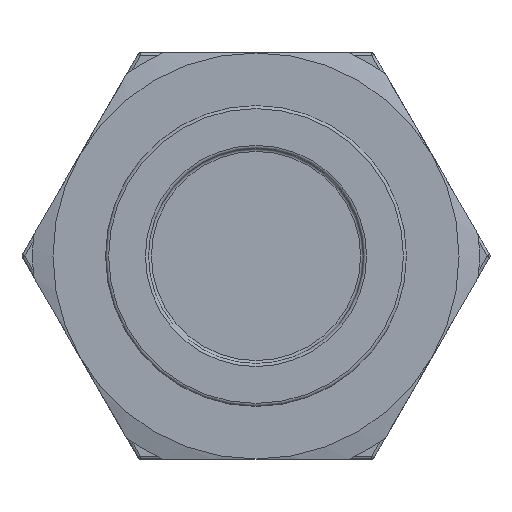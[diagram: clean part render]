
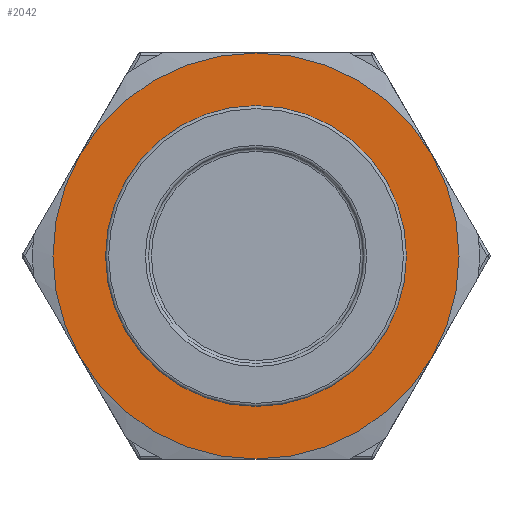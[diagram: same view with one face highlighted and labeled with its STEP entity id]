
A CAD part, front view. The second image highlights one B-rep face of the part: STEP entity #2042.
In plain terms, the highlighted face is planar.
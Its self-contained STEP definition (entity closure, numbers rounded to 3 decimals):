
#1496=CARTESIAN_POINT('',(6.,0.,13.5));
#1497=VERTEX_POINT('',#1496);
#1544=CARTESIAN_POINT('',(6.,-11.691,6.75));
#1545=VERTEX_POINT('',#1544);
#1592=CARTESIAN_POINT('',(6.,-11.691,-6.75));
#1593=VERTEX_POINT('',#1592);
#1640=CARTESIAN_POINT('',(6.,-0.,-13.5));
#1641=VERTEX_POINT('',#1640);
#1688=CARTESIAN_POINT('',(6.,11.691,-6.75));
#1689=VERTEX_POINT('',#1688);
#1902=CARTESIAN_POINT('',(6.,11.691,6.75));
#1903=VERTEX_POINT('',#1902);
#1927=CARTESIAN_POINT('',(6.,0.,0.));
#1928=DIRECTION('',(1.,0.,-0.));
#1929=DIRECTION('',(0.,0.,1.));
#1930=AXIS2_PLACEMENT_3D('',#1927,#1928,#1929);
#1931=CIRCLE('',#1930,13.5);
#1932=EDGE_CURVE('',#1641,#1689,#1931,.T.);
#1951=CARTESIAN_POINT('',(6.,0.,0.));
#1952=DIRECTION('',(1.,0.,-0.));
#1953=DIRECTION('',(0.,0.,1.));
#1954=AXIS2_PLACEMENT_3D('',#1951,#1952,#1953);
#1955=CIRCLE('',#1954,13.5);
#1956=EDGE_CURVE('',#1497,#1545,#1955,.T.);
#1967=CARTESIAN_POINT('',(6.,0.,0.));
#1968=DIRECTION('',(1.,0.,-0.));
#1969=DIRECTION('',(0.,0.,1.));
#1970=AXIS2_PLACEMENT_3D('',#1967,#1968,#1969);
#1971=CIRCLE('',#1970,13.5);
#1972=EDGE_CURVE('',#1689,#1903,#1971,.T.);
#1991=CARTESIAN_POINT('',(6.,10.,0.));
#1992=DIRECTION('',(1.,0.,0.));
#1993=DIRECTION('',(0.,0.,-1.));
#1994=AXIS2_PLACEMENT_3D('',#1991,#1992,#1993);
#1995=PLANE('',#1994);
#1996=ORIENTED_EDGE('',*,*,#1932,.T.);
#1997=ORIENTED_EDGE('',*,*,#1972,.T.);
#1998=CARTESIAN_POINT('',(6.,0.,0.));
#1999=DIRECTION('',(1.,0.,-0.));
#2000=DIRECTION('',(0.,0.,1.));
#2001=AXIS2_PLACEMENT_3D('',#1998,#1999,#2000);
#2002=CIRCLE('',#2001,13.5);
#2003=EDGE_CURVE('',#1903,#1497,#2002,.T.);
#2004=ORIENTED_EDGE('',*,*,#2003,.T.);
#2005=ORIENTED_EDGE('',*,*,#1956,.T.);
#2006=CARTESIAN_POINT('',(6.,0.,0.));
#2007=DIRECTION('',(1.,0.,-0.));
#2008=DIRECTION('',(0.,0.,1.));
#2009=AXIS2_PLACEMENT_3D('',#2006,#2007,#2008);
#2010=CIRCLE('',#2009,13.5);
#2011=EDGE_CURVE('',#1545,#1593,#2010,.T.);
#2012=ORIENTED_EDGE('',*,*,#2011,.T.);
#2013=CARTESIAN_POINT('',(6.,0.,0.));
#2014=DIRECTION('',(1.,0.,-0.));
#2015=DIRECTION('',(0.,0.,1.));
#2016=AXIS2_PLACEMENT_3D('',#2013,#2014,#2015);
#2017=CIRCLE('',#2016,13.5);
#2018=EDGE_CURVE('',#1593,#1641,#2017,.T.);
#2019=ORIENTED_EDGE('',*,*,#2018,.T.);
#2020=EDGE_LOOP('',(#1996,#1997,#2004,#2005,#2012,#2019));
#2021=FACE_BOUND('',#2020,.T.);
#2022=CARTESIAN_POINT('',(6.,-0.,10.));
#2023=VERTEX_POINT('',#2022);
#2024=CARTESIAN_POINT('',(6.,-0.,-10.));
#2025=VERTEX_POINT('',#2024);
#2026=CARTESIAN_POINT('',(6.,0.,0.));
#2027=DIRECTION('',(1.,0.,-0.));
#2028=DIRECTION('',(-0.,0.,-1.));
#2029=AXIS2_PLACEMENT_3D('',#2026,#2027,#2028);
#2030=CIRCLE('',#2029,10.);
#2031=EDGE_CURVE('',#2023,#2025,#2030,.T.);
#2032=ORIENTED_EDGE('',*,*,#2031,.F.);
#2033=CARTESIAN_POINT('',(6.,0.,0.));
#2034=DIRECTION('',(1.,0.,-0.));
#2035=DIRECTION('',(-0.,0.,-1.));
#2036=AXIS2_PLACEMENT_3D('',#2033,#2034,#2035);
#2037=CIRCLE('',#2036,10.);
#2038=EDGE_CURVE('',#2025,#2023,#2037,.T.);
#2039=ORIENTED_EDGE('',*,*,#2038,.F.);
#2040=EDGE_LOOP('',(#2032,#2039));
#2041=FACE_BOUND('',#2040,.T.);
#2042=ADVANCED_FACE('',(#2021,#2041),#1995,.T.);
